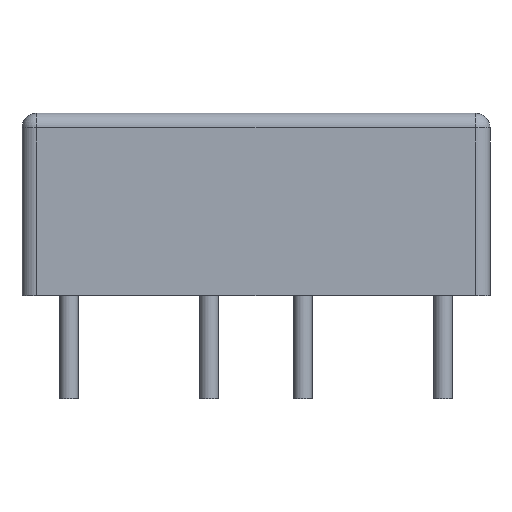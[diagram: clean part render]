
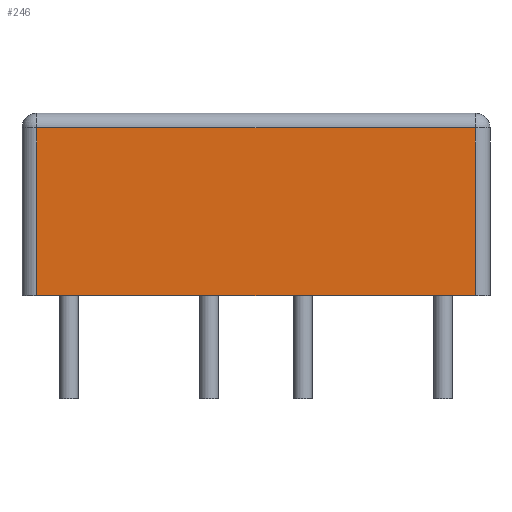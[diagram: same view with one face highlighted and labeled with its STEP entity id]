
A CAD part, front view. The second image highlights one B-rep face of the part: STEP entity #246.
In plain terms, the highlighted planar face has unit normal (0, -1, 0).
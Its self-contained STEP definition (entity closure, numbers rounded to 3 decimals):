
#246 = ADVANCED_FACE( '', ( #681 ), #682, .F. );
#681 = FACE_OUTER_BOUND( '', #1334, .T. );
#682 = PLANE( '', #1335 );
#1334 = EDGE_LOOP( '', ( #2107, #2108, #2109, #2110 ) );
#1335 = AXIS2_PLACEMENT_3D( '', #2111, #2112, #2113 );
#2107 = ORIENTED_EDGE( '', *, *, #4343, .T. );
#2108 = ORIENTED_EDGE( '', *, *, #4344, .T. );
#2109 = ORIENTED_EDGE( '', *, *, #4294, .T. );
#2110 = ORIENTED_EDGE( '', *, *, #4345, .T. );
#2111 = CARTESIAN_POINT( '', ( -12.7, -12.7, 4.95 ) );
#2112 = DIRECTION( '', ( 0., 1., 0. ) );
#2113 = DIRECTION( '', ( -1., 0., 0. ) );
#4294 = EDGE_CURVE( '', #4992, #4993, #4994, .T. );
#4343 = EDGE_CURVE( '', #5081, #5082, #5083, .F. );
#4344 = EDGE_CURVE( '', #5082, #4992, #5084, .T. );
#4345 = EDGE_CURVE( '', #4993, #5081, #5085, .F. );
#4992 = VERTEX_POINT( '', #6088 );
#4993 = VERTEX_POINT( '', #6089 );
#4994 = LINE( '', #6090, #6091 );
#5081 = VERTEX_POINT( '', #6319 );
#5082 = VERTEX_POINT( '', #6320 );
#5083 = LINE( '', #6321, #6322 );
#5084 = LINE( '', #6323, #6324 );
#5085 = LINE( '', #6325, #6326 );
#6088 = CARTESIAN_POINT( '', ( -11.9, -12.7, -4.95 ) );
#6089 = CARTESIAN_POINT( '', ( 11.9, -12.7, -4.95 ) );
#6090 = CARTESIAN_POINT( '', ( -12.7, -12.7, -4.95 ) );
#6091 = VECTOR( '', #8784, 1000. );
#6319 = CARTESIAN_POINT( '', ( 11.9, -12.7, 4.15 ) );
#6320 = CARTESIAN_POINT( '', ( -11.9, -12.7, 4.15 ) );
#6321 = CARTESIAN_POINT( '', ( -12.7, -12.7, 4.15 ) );
#6322 = VECTOR( '', #8814, 1000. );
#6323 = CARTESIAN_POINT( '', ( -11.9, -12.7, 4.95 ) );
#6324 = VECTOR( '', #8815, 1000. );
#6325 = CARTESIAN_POINT( '', ( 11.9, -12.7, 4.95 ) );
#6326 = VECTOR( '', #8816, 1000. );
#8784 = DIRECTION( '', ( 1., 0., 0. ) );
#8814 = DIRECTION( '', ( 1., 0., 0. ) );
#8815 = DIRECTION( '', ( 0., 0., -1. ) );
#8816 = DIRECTION( '', ( 0., 0., -1. ) );
